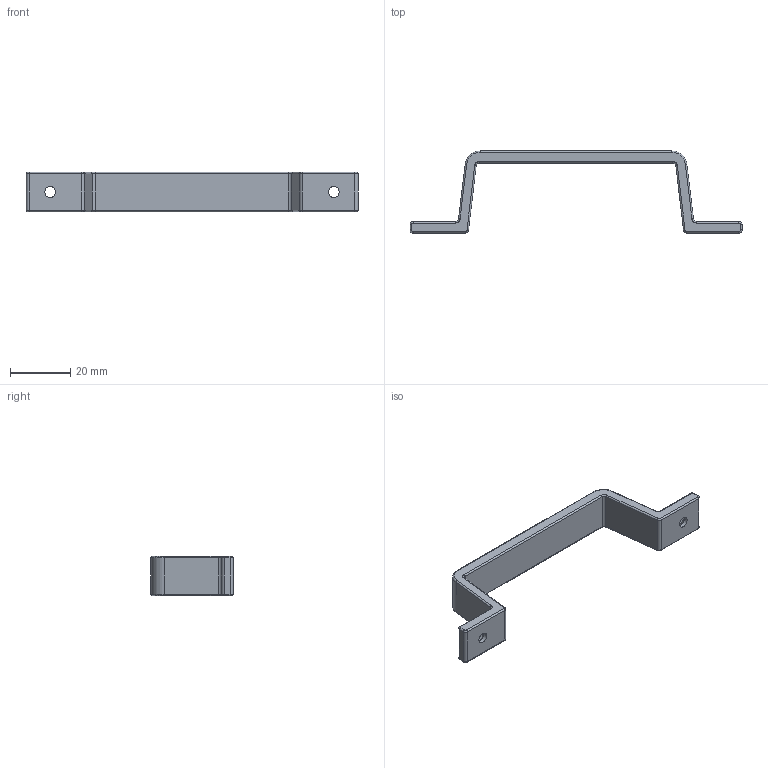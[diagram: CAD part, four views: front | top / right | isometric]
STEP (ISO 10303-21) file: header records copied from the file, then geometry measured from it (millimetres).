
FILE_DESCRIPTION(('Creo Elements/Direct Modeling STEP Export'),'2;1');
FILE_NAME('1784-110.stp','2023-02-22T10:40:52',(''),(''),'Creo Elements/Direct Modeling STEP processor for AP214 (Solid Model)','Creo Elements/Direct Modeling 20.0 12-Nov-2016 (C) Parametric Technology GmbH','');
FILE_SCHEMA(('AUTOMOTIVE_DESIGN { 1 0 10303 214 1 1 1 1 }'));
Length unit declared in the file: millimetre
Products named in the file (1): AL-11942
Bounding box: 110 x 27.2 x 13 mm (x, y, z)
Volume: 7291.8 mm3; surface area: 5014.5 mm2
Topology: 1 solids, 1 shells, 86 faces, 196 edges, 112 vertices
Faces by surface type: cylinder 44, torus 24, plane 14, cone 4
Entity records: 2394 total; most frequent: DIRECTION 466, ORIENTED_EDGE 392, CARTESIAN_POINT 387, EDGE_CURVE 196, AXIS2_PLACEMENT_3D 191, VERTEX_POINT 112, CIRCLE 104, EDGE_LOOP 90
